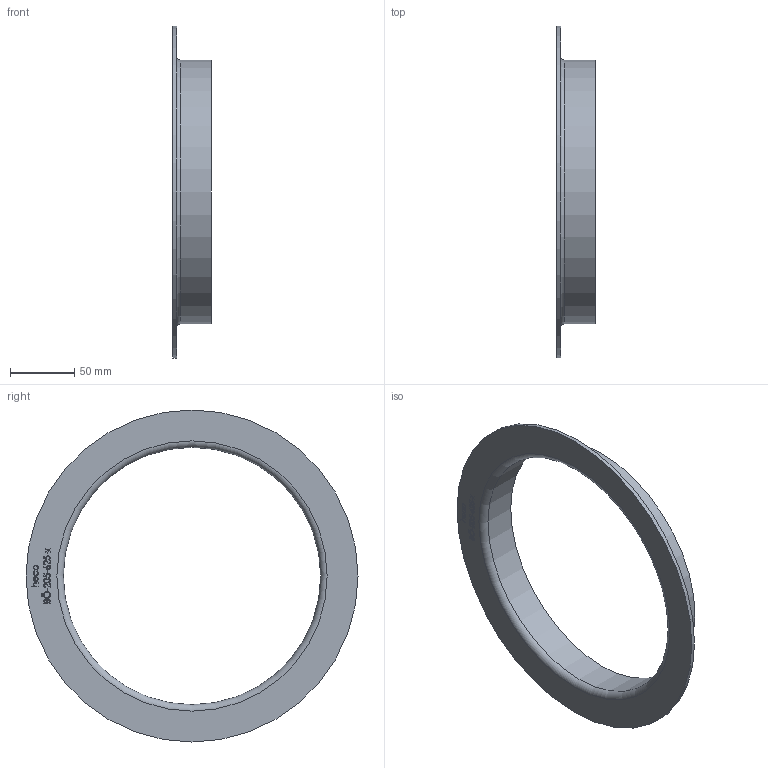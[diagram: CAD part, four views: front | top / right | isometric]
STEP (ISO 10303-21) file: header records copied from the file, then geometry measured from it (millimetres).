
FILE_DESCRIPTION (( 'STEP AP214' ), '1' );
FILE_NAME ('BÖ-205-625-x Vorschweissbördel 2010.STEP', '2020-10-14T14:21:58', ( '' ), ( '' ), 'SwSTEP 2.0', 'SolidWorks 2019', '' );
FILE_SCHEMA (( 'AUTOMOTIVE_DESIGN' ));
Length unit declared in the file: millimetre
Products named in the file (1): BÖ-205-625-x Vorschweissbördel 2010
Bounding box: 30 x 258 x 258 mm (x, y, z)
Volume: 103348.4 mm3; surface area: 78350.7 mm2
Topology: 1 solids, 1 shells, 212 faces, 551 edges, 367 vertices
Faces by surface type: bspline 106, plane 101, cylinder 3, torus 2
Full cylindrical faces by diameter (mm): 200 x1, 205 x1, 258 x1
Entity records: 14538 total; most frequent: CARTESIAN_POINT 7878, ORIENTED_EDGE 1090, DIRECTION 555, EDGE_CURVE 545, VERTEX_POINT 366, VECTOR 325, LINE 325, EDGE_LOOP 245
